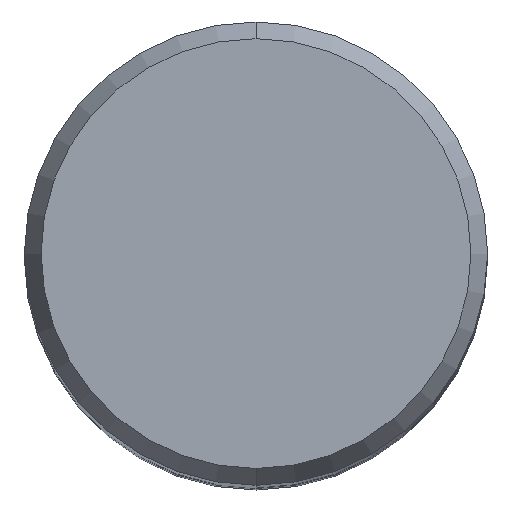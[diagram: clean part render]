
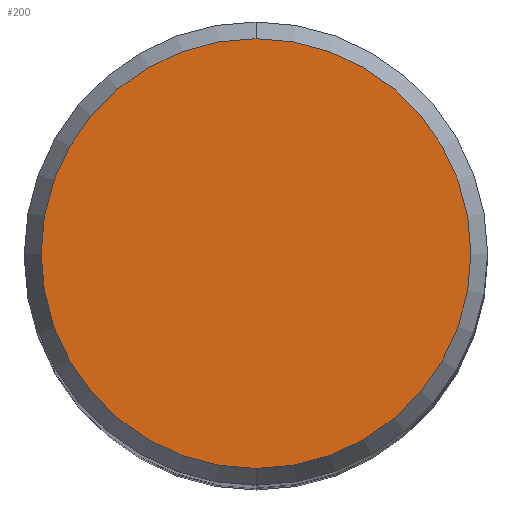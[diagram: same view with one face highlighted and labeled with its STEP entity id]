
A CAD part, top view. The second image highlights one B-rep face of the part: STEP entity #200.
In plain terms, the highlighted planar face has unit normal (0, 0, 1).
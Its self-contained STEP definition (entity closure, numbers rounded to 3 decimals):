
#100=VERTEX_POINT('',#238);
#108=VERTEX_POINT('',#246);
#120=EDGE_CURVE('',#108,#100,#258,.T.);
#140=EDGE_CURVE('',#100,#108,#280,.T.);
#200=ADVANCED_FACE('',(#352),#353,.T.);
#238=CARTESIAN_POINT('',(0.0,5.892,0.01));
#246=CARTESIAN_POINT('',(0.,-5.892,0.01));
#258=CIRCLE('',#416,5.892);
#280=CIRCLE('',#443,5.892);
#352=FACE_OUTER_BOUND('',#528,.T.);
#353=PLANE('',#529);
#416=AXIS2_PLACEMENT_3D('',#569,#570,#571);
#443=AXIS2_PLACEMENT_3D('',#593,#594,#595);
#528=EDGE_LOOP('',(#704,#705));
#529=AXIS2_PLACEMENT_3D('',#706,#707,#708);
#569=CARTESIAN_POINT('',(0.0,0.0,0.01));
#570=DIRECTION('',(0.0,0.0,-1.0));
#571=DIRECTION('',(0.0,1.0,0.0));
#593=CARTESIAN_POINT('',(0.0,0.0,0.01));
#594=DIRECTION('',(0.0,0.0,-1.0));
#595=DIRECTION('',(0.0,1.0,0.0));
#704=ORIENTED_EDGE('',*,*,#140,.F.);
#705=ORIENTED_EDGE('',*,*,#120,.F.);
#706=CARTESIAN_POINT('',(0.0,2.946,0.01));
#707=DIRECTION('',(-0.0,0.0,1.0));
#708=DIRECTION('',(0.0,-1.0,0.0));
